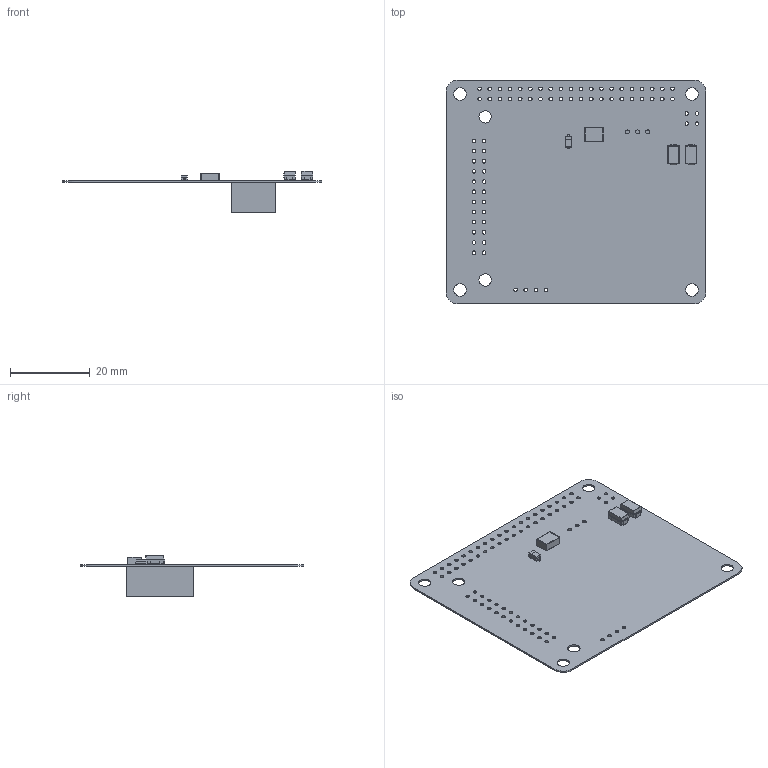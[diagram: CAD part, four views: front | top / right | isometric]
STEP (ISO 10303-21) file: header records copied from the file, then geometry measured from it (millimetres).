
FILE_DESCRIPTION(('Open CASCADE Model'),'2;1');
FILE_NAME('Open CASCADE Shape Model','2019-02-11T16:35:43',('Author'),( 'Open CASCADE'),'Open CASCADE STEP processor 6.8','Open CASCADE 6.8' ,'Unknown');
FILE_SCHEMA(('AUTOMOTIVE_DESIGN { 1 0 10303 214 1 1 1 1 }'));
Length unit declared in the file: millimetre
Products named in the file (21): PCB; Board; Open CASCADE STEP translator 6.8 2.1.1; U1; 7646949392; Extruded; F1; 7483491968; Terminal; Open_CASCADE_STEP_translator_6.8_5.1.1; Open_CASCADE_STEP_translator_6.8_5.1.2; Mid_Body; Open_CASCADE_STEP_translator_6.8_5.2.1; D3; SOD123; D2; 7483492128; Body; Open_CASCADE_STEP_translator_6.8_2.1.1; Lead; D1
Assembly tree (22 placements, depth 5):
  PCB
    Board
      Open CASCADE STEP translator 6.8 2.1.1
    U1
      7646949392
        Extruded
    F1
      7483491968
        Terminal
          Open_CASCADE_STEP_translator_6.8_5.1.1
          Open_CASCADE_STEP_translator_6.8_5.1.2
        Mid_Body
          Open_CASCADE_STEP_translator_6.8_5.2.1
    D3
      SOD123
    D2
      7483492128
        Body
          Open_CASCADE_STEP_translator_6.8_2.1.1
        Lead  x2
    D1
      7483492128
        Body
          Open_CASCADE_STEP_translator_6.8_2.1.1
        Lead  x2
Bounding box: 65 x 56 x 10.42 mm (x, y, z)
Volume: 2980.9 mm3; surface area: 8356.3 mm2
Topology: 12 solids, 12 shells, 429 faces, 995 edges, 566 vertices
Faces by surface type: plane 202, cylinder 187, sphere 24, bspline 16
Full cylindrical faces by diameter (mm): 0.9 x72, 1 x3, 3.1 x6
Entity records: 9751 total; most frequent: CARTESIAN_POINT 2157, DIRECTION 1513, ORIENTED_EDGE 1366, EDGE_CURVE 683, AXIS2_PLACEMENT_3D 562, FACE_BOUND 447, EDGE_LOOP 447, VERTEX_POINT 414
